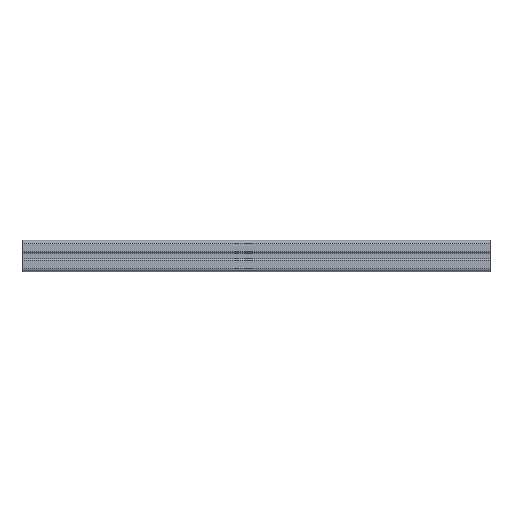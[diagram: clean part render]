
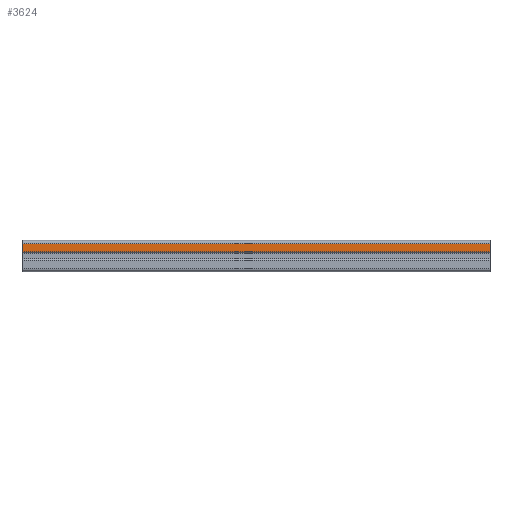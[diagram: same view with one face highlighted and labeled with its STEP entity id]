
A CAD part, left-side view. The second image highlights one B-rep face of the part: STEP entity #3624.
In plain terms, the highlighted planar face has unit normal (-1, 0, 0).
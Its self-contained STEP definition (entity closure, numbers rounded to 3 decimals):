
#195 = DIRECTION ( 'NONE',  ( 0., 0., 1. ) ) ;
#223 = EDGE_CURVE ( 'NONE', #6547, #5951, #2489, .T. ) ;
#268 = ORIENTED_EDGE ( 'NONE', *, *, #5005, .T. ) ;
#747 = PLANE ( 'NONE',  #3150 ) ;
#864 = CARTESIAN_POINT ( 'NONE',  ( -195.56, 30.675, 484.97 ) ) ;
#922 = CARTESIAN_POINT ( 'NONE',  ( -195.56, -569.125, 490.47 ) ) ;
#1327 = LINE ( 'NONE', #5264, #7125 ) ;
#1507 = DIRECTION ( 'NONE',  ( 0., 0., -1. ) ) ;
#1713 = VECTOR ( 'NONE', #3537, 1000. ) ;
#2162 = VERTEX_POINT ( 'NONE', #3527 ) ;
#2489 = LINE ( 'NONE', #5028, #8158 ) ;
#2808 = DIRECTION ( 'NONE',  ( 0., 0., 1. ) ) ;
#2947 = EDGE_CURVE ( 'NONE', #6032, #5951, #1327, .T. ) ;
#3150 = AXIS2_PLACEMENT_3D ( 'NONE', #864, #7814, #195 ) ;
#3348 = FACE_OUTER_BOUND ( 'NONE', #3861, .T. ) ;
#3490 = LINE ( 'NONE', #5333, #1713 ) ;
#3527 = CARTESIAN_POINT ( 'NONE',  ( -195.56, 30.675, 490.47 ) ) ;
#3537 = DIRECTION ( 'NONE',  ( 0., -1., 0. ) ) ;
#3624 = ADVANCED_FACE ( 'NONE', ( #3348 ), #747, .T. ) ;
#3797 = CARTESIAN_POINT ( 'NONE',  ( -195.56, 30.675, 500.97 ) ) ;
#3861 = EDGE_LOOP ( 'NONE', ( #5639, #4321, #4265, #268 ) ) ;
#4014 = DIRECTION ( 'NONE',  ( 0., -1., 0. ) ) ;
#4265 = ORIENTED_EDGE ( 'NONE', *, *, #2947, .F. ) ;
#4321 = ORIENTED_EDGE ( 'NONE', *, *, #223, .T. ) ;
#4900 = EDGE_CURVE ( 'NONE', #2162, #6547, #3490, .T. ) ;
#5005 = EDGE_CURVE ( 'NONE', #6032, #2162, #7829, .T. ) ;
#5028 = CARTESIAN_POINT ( 'NONE',  ( -195.56, -569.125, 500.97 ) ) ;
#5264 = CARTESIAN_POINT ( 'NONE',  ( -195.56, 30.675, 500.97 ) ) ;
#5333 = CARTESIAN_POINT ( 'NONE',  ( -195.56, 30.675, 490.47 ) ) ;
#5639 = ORIENTED_EDGE ( 'NONE', *, *, #4900, .T. ) ;
#5951 = VERTEX_POINT ( 'NONE', #7123 ) ;
#6032 = VERTEX_POINT ( 'NONE', #3797 ) ;
#6547 = VERTEX_POINT ( 'NONE', #922 ) ;
#7123 = CARTESIAN_POINT ( 'NONE',  ( -195.56, -569.125, 500.97 ) ) ;
#7125 = VECTOR ( 'NONE', #4014, 1000. ) ;
#7203 = CARTESIAN_POINT ( 'NONE',  ( -195.56, 30.675, 500.97 ) ) ;
#7690 = VECTOR ( 'NONE', #1507, 1000. ) ;
#7814 = DIRECTION ( 'NONE',  ( -1., 0., 0. ) ) ;
#7829 = LINE ( 'NONE', #7203, #7690 ) ;
#8158 = VECTOR ( 'NONE', #2808, 1000. ) ;
